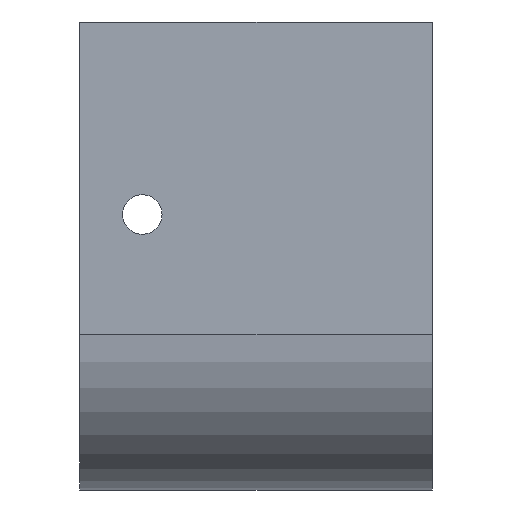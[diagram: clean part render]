
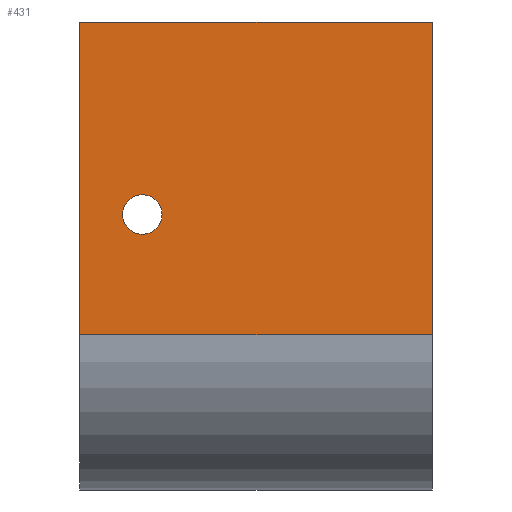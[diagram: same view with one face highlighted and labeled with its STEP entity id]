
A CAD part, left-side view. The second image highlights one B-rep face of the part: STEP entity #431.
In plain terms, the highlighted planar face has unit normal (-1, 0, -0.001).
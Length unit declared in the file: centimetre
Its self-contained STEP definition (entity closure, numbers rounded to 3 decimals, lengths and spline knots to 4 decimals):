
#16=FACE_BOUND('',#69,.T.);
#40=FACE_OUTER_BOUND('',#68,.T.);
#68=EDGE_LOOP('',(#310,#311,#312,#313));
#69=EDGE_LOOP('',(#314));
#105=CIRCLE('',#478,0.14);
#131=LINE('',#684,#168);
#132=LINE('',#690,#169);
#133=LINE('',#691,#170);
#134=LINE('',#692,#171);
#168=VECTOR('',#542,1.);
#169=VECTOR('',#549,1.);
#170=VECTOR('',#550,1.);
#171=VECTOR('',#551,1.);
#207=VERTEX_POINT('',#682);
#208=VERTEX_POINT('',#683);
#209=VERTEX_POINT('',#688);
#210=VERTEX_POINT('',#689);
#211=VERTEX_POINT('',#693);
#246=EDGE_CURVE('',#207,#208,#131,.T.);
#249=EDGE_CURVE('',#209,#210,#132,.T.);
#250=EDGE_CURVE('',#207,#209,#133,.T.);
#251=EDGE_CURVE('',#208,#210,#134,.T.);
#252=EDGE_CURVE('',#211,#211,#105,.T.);
#310=ORIENTED_EDGE('',*,*,#249,.F.);
#311=ORIENTED_EDGE('',*,*,#250,.F.);
#312=ORIENTED_EDGE('',*,*,#246,.T.);
#313=ORIENTED_EDGE('',*,*,#251,.T.);
#314=ORIENTED_EDGE('',*,*,#252,.F.);
#413=PLANE('',#477);
#431=ADVANCED_FACE('',(#40,#16),#413,.T.);
#477=AXIS2_PLACEMENT_3D('',#687,#547,#548);
#478=AXIS2_PLACEMENT_3D('',#694,#552,#553);
#542=DIRECTION('',(0.,-1.,0.));
#547=DIRECTION('center_axis',(-1.,0.,-0.001));
#548=DIRECTION('ref_axis',(-0.001,0.,1.));
#549=DIRECTION('',(0.,-1.,0.));
#550=DIRECTION('',(-0.001,0.,1.));
#551=DIRECTION('',(-0.001,0.,1.));
#552=DIRECTION('center_axis',(-1.,0.,-0.001));
#553=DIRECTION('ref_axis',(-0.001,0.,
1.));
#682=CARTESIAN_POINT('',(-1.1,2.5,1.1));
#683=CARTESIAN_POINT('',(-1.1,0.,1.1));
#684=CARTESIAN_POINT('',(-1.1,2.5,1.1));
#687=CARTESIAN_POINT('Origin',(-1.1014,1.,2.5844));
#688=CARTESIAN_POINT('',(-1.1021,2.5,3.3189));
#689=CARTESIAN_POINT('',(-1.1021,0.,3.3189));
#690=CARTESIAN_POINT('',(-1.1021,2.5,3.3189));
#691=CARTESIAN_POINT('',(-1.1,2.5,1.1));
#692=CARTESIAN_POINT('',(-1.1,0.,1.1));
#693=CARTESIAN_POINT('',(-1.1008,1.9164,1.954));
#694=CARTESIAN_POINT('Origin',(-1.1008,2.0564,1.954));
